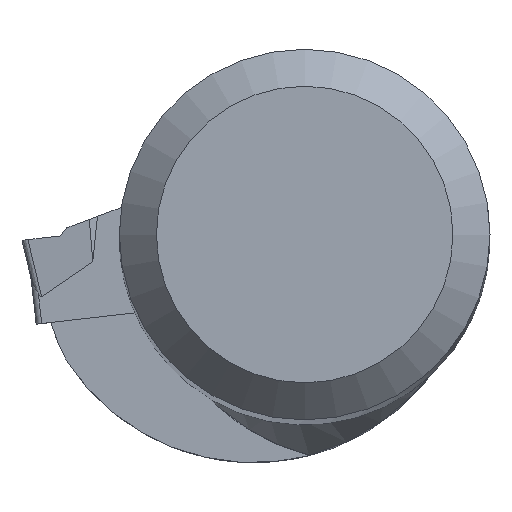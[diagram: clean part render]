
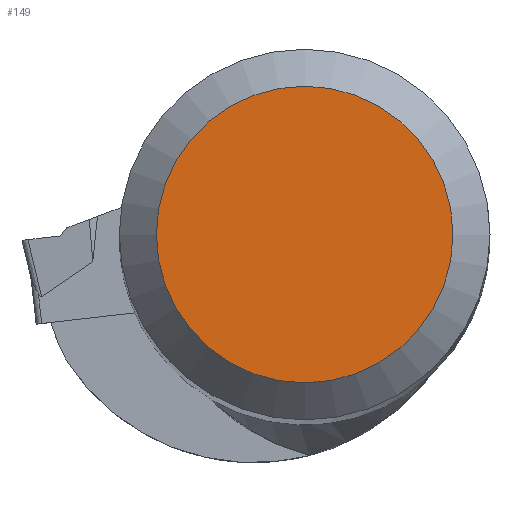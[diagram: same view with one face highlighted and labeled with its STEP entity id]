
A CAD part, top view. The second image highlights one B-rep face of the part: STEP entity #149.
In plain terms, the highlighted planar face has unit normal (0, 0, 1).
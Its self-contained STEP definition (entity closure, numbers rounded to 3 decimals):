
#149=ADVANCED_FACE('',(#240),#201,.F.);
#201=PLANE('',#1302);
#240=FACE_OUTER_BOUND('',#301,.T.);
#301=EDGE_LOOP('',(#462));
#367=CIRCLE('',#1301,8.);
#462=ORIENTED_EDGE('',*,*,#870,.F.);
#744=VERTEX_POINT('',#1825);
#870=EDGE_CURVE('',#744,#744,#367,.T.);
#1301=AXIS2_PLACEMENT_3D('',#1824,#1450,#1451);
#1302=AXIS2_PLACEMENT_3D('',#1826,#1452,#1453);
#1450=DIRECTION('',(0.,0.,-1.));
#1451=DIRECTION('',(0.,1.,0.));
#1452=DIRECTION('',(0.,0.,-1.));
#1453=DIRECTION('',(0.,1.,0.));
#1824=CARTESIAN_POINT('',(0.,0.,0.));
#1825=CARTESIAN_POINT('',(0.,8.,0.));
#1826=CARTESIAN_POINT('',(0.,0.,0.));
